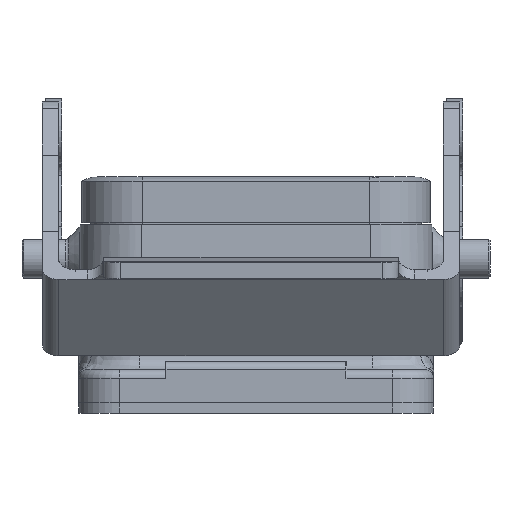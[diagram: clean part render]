
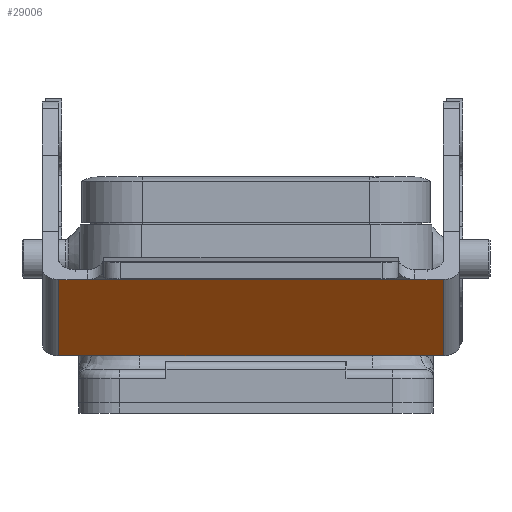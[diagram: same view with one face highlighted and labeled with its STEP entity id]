
A CAD part, left-side view. The second image highlights one B-rep face of the part: STEP entity #29006.
In plain terms, the highlighted face is planar.
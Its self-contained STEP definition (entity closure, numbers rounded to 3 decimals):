
#28864=CARTESIAN_POINT('',(27.125,6.684,-47.));
#28865=VERTEX_POINT('',#28864);
#28883=CARTESIAN_POINT('',(27.125,18.684,-47.));
#28884=VERTEX_POINT('',#28883);
#28892=CARTESIAN_POINT('',(27.125,18.684,-47.));
#28893=DIRECTION('',(0.0,-1.0,0.0));
#28894=VECTOR('',#28893,12.);
#28895=LINE('',#28892,#28894);
#28896=EDGE_CURVE('',#28884,#28865,#28895,.T.);
#28907=CARTESIAN_POINT('',(27.125,6.684,0.0));
#28908=VERTEX_POINT('',#28907);
#28909=CARTESIAN_POINT('',(27.125,6.684,-47.));
#28910=DIRECTION('',(0.0,0.0,1.0));
#28911=VECTOR('',#28910,47.);
#28912=LINE('',#28909,#28911);
#28913=EDGE_CURVE('',#28865,#28908,#28912,.T.);
#28967=CARTESIAN_POINT('',(27.125,12.684,-23.5));
#28968=DIRECTION('',(1.0,0.0,0.0));
#28969=DIRECTION('',(0.0,0.0,-1.0));
#28970=AXIS2_PLACEMENT_3D('',#28967,#28968,#28969);
#28971=PLANE('',#28970);
#28972=ORIENTED_EDGE('',*,*,#28896,.F.);
#28973=CARTESIAN_POINT('',(27.125,18.684,-43.5));
#28974=VERTEX_POINT('',#28973);
#28975=CARTESIAN_POINT('',(27.125,18.684,-43.5));
#28976=DIRECTION('',(0.0,0.0,-1.0));
#28977=VECTOR('',#28976,3.5);
#28978=LINE('',#28975,#28977);
#28979=EDGE_CURVE('',#28974,#28884,#28978,.T.);
#28980=ORIENTED_EDGE('',*,*,#28979,.F.);
#28981=CARTESIAN_POINT('',(27.125,18.684,-3.5));
#28982=VERTEX_POINT('',#28981);
#28983=CARTESIAN_POINT('',(27.125,18.684,-3.5));
#28984=DIRECTION('',(0.0,0.0,-1.0));
#28985=VECTOR('',#28984,40.);
#28986=LINE('',#28983,#28985);
#28987=EDGE_CURVE('',#28982,#28974,#28986,.T.);
#28988=ORIENTED_EDGE('',*,*,#28987,.F.);
#28989=CARTESIAN_POINT('',(27.125,18.684,0.0));
#28990=VERTEX_POINT('',#28989);
#28991=CARTESIAN_POINT('',(27.125,18.684,0.0));
#28992=DIRECTION('',(0.0,0.0,-1.0));
#28993=VECTOR('',#28992,3.5);
#28994=LINE('',#28991,#28993);
#28995=EDGE_CURVE('',#28990,#28982,#28994,.T.);
#28996=ORIENTED_EDGE('',*,*,#28995,.F.);
#28997=CARTESIAN_POINT('',(27.125,6.684,0.0));
#28998=DIRECTION('',(0.0,1.0,0.0));
#28999=VECTOR('',#28998,12.);
#29000=LINE('',#28997,#28999);
#29001=EDGE_CURVE('',#28908,#28990,#29000,.T.);
#29002=ORIENTED_EDGE('',*,*,#29001,.F.);
#29003=ORIENTED_EDGE('',*,*,#28913,.F.);
#29004=EDGE_LOOP('',(#28972,#28980,#28988,#28996,#29002,#29003));
#29005=FACE_OUTER_BOUND('',#29004,.T.);
#29006=ADVANCED_FACE('',(#29005),#28971,.T.);
